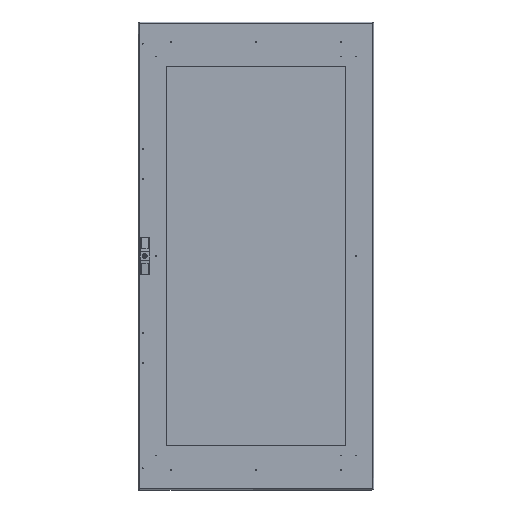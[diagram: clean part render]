
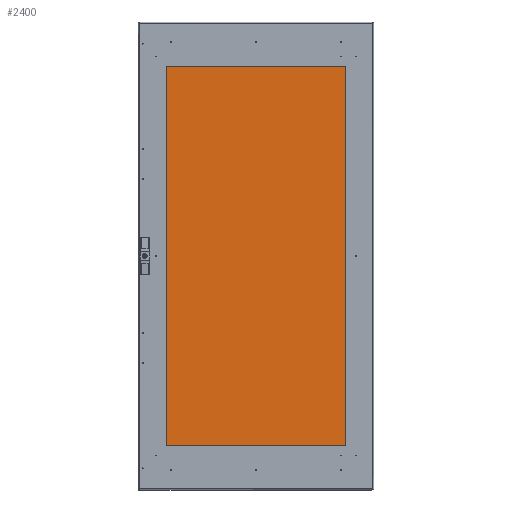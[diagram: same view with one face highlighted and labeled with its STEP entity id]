
A CAD part, top view. The second image highlights one B-rep face of the part: STEP entity #2400.
In plain terms, the highlighted planar face has unit normal (0, 0, 1).
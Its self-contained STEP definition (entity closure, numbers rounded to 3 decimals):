
#423 = FACE_OUTER_BOUND ( 'NONE', #41520, .T. ) ;
#1308 = VECTOR ( 'NONE', #41851, 1000. ) ;
#1921 = VECTOR ( 'NONE', #1943, 1000. ) ;
#1943 = DIRECTION ( 'NONE',  ( -1., 0., 0. ) ) ;
#2400 = ADVANCED_FACE ( 'NONE', ( #423 ), #6895, .T. ) ;
#4286 = EDGE_CURVE ( 'NONE', #15061, #34840, #5956, .T. ) ;
#5956 = LINE ( 'NONE', #38674, #31053 ) ;
#6895 = PLANE ( 'NONE',  #26494 ) ;
#7158 = CARTESIAN_POINT ( 'NONE',  ( -323.5, 665., 4. ) ) ;
#7649 = LINE ( 'NONE', #42491, #1921 ) ;
#7905 = CARTESIAN_POINT ( 'NONE',  ( 323.5, 665., 4. ) ) ;
#10536 = CARTESIAN_POINT ( 'NONE',  ( 0., 0., 4. ) ) ;
#11541 = DIRECTION ( 'NONE',  ( 1., 0., 0. ) ) ;
#14434 = LINE ( 'NONE', #35096, #1308 ) ;
#15061 = VERTEX_POINT ( 'NONE', #7158 ) ;
#21308 = ORIENTED_EDGE ( 'NONE', *, *, #4286, .T. ) ;
#21310 = VECTOR ( 'NONE', #11541, 1000. ) ;
#22889 = CARTESIAN_POINT ( 'NONE',  ( -323.5, -665., 4. ) ) ;
#22900 = EDGE_CURVE ( 'NONE', #34840, #40500, #29875, .T. ) ;
#24740 = DIRECTION ( 'NONE',  ( 1., 0., 0. ) ) ;
#25008 = ORIENTED_EDGE ( 'NONE', *, *, #22900, .T. ) ;
#25156 = ORIENTED_EDGE ( 'NONE', *, *, #30256, .T. ) ;
#26494 = AXIS2_PLACEMENT_3D ( 'NONE', #10536, #46631, #24740 ) ;
#29875 = LINE ( 'NONE', #33402, #21310 ) ;
#30256 = EDGE_CURVE ( 'NONE', #34682, #15061, #7649, .T. ) ;
#31053 = VECTOR ( 'NONE', #45704, 1000. ) ;
#33402 = CARTESIAN_POINT ( 'NONE',  ( 324.5, -665., 4. ) ) ;
#34682 = VERTEX_POINT ( 'NONE', #7905 ) ;
#34840 = VERTEX_POINT ( 'NONE', #22889 ) ;
#35096 = CARTESIAN_POINT ( 'NONE',  ( 323.5, 666., 4. ) ) ;
#38674 = CARTESIAN_POINT ( 'NONE',  ( -323.5, -666., 4. ) ) ;
#40500 = VERTEX_POINT ( 'NONE', #45743 ) ;
#41520 = EDGE_LOOP ( 'NONE', ( #25008, #45908, #25156, #21308 ) ) ;
#41851 = DIRECTION ( 'NONE',  ( 0., 1., 0. ) ) ;
#42491 = CARTESIAN_POINT ( 'NONE',  ( -324.5, 665., 4. ) ) ;
#45704 = DIRECTION ( 'NONE',  ( 0., -1., 0. ) ) ;
#45743 = CARTESIAN_POINT ( 'NONE',  ( 323.5, -665., 4. ) ) ;
#45908 = ORIENTED_EDGE ( 'NONE', *, *, #46136, .T. ) ;
#46136 = EDGE_CURVE ( 'NONE', #40500, #34682, #14434, .T. ) ;
#46631 = DIRECTION ( 'NONE',  ( 0., 0., 1. ) ) ;
